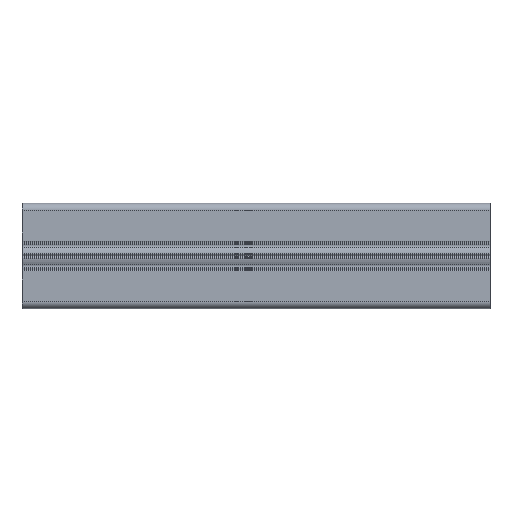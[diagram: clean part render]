
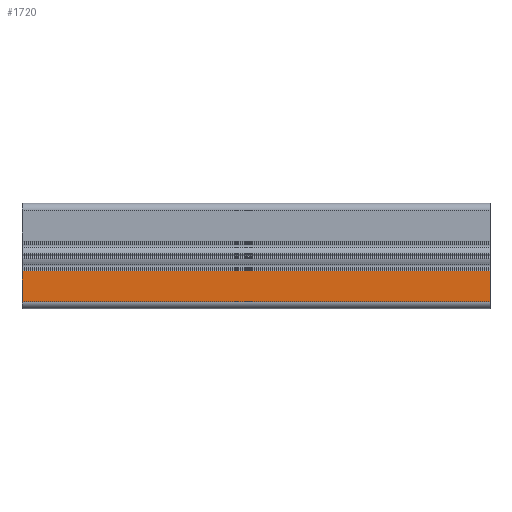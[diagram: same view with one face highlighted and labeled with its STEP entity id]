
A CAD part, left-side view. The second image highlights one B-rep face of the part: STEP entity #1720.
In plain terms, the highlighted planar face has unit normal (-1, 0, 0).
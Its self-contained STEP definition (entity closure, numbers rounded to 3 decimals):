
#318 = ORIENTED_EDGE ( 'NONE', *, *, #7534, .F. ) ;
#870 = ORIENTED_EDGE ( 'NONE', *, *, #8648, .F. ) ;
#1301 = LINE ( 'NONE', #1348, #3130 ) ;
#1319 = VERTEX_POINT ( 'NONE', #2619 ) ;
#1348 = CARTESIAN_POINT ( 'NONE',  ( -22.5, 0., -19.5 ) ) ;
#1576 = ORIENTED_EDGE ( 'NONE', *, *, #4063, .T. ) ;
#1672 = CARTESIAN_POINT ( 'NONE',  ( -22.5, 0., -6.3 ) ) ;
#1701 = CARTESIAN_POINT ( 'NONE',  ( -22.5, 0., -19.5 ) ) ;
#1720 = ADVANCED_FACE ( 'NONE', ( #3637 ), #2183, .T. ) ;
#2180 = EDGE_LOOP ( 'NONE', ( #4797, #1576, #870, #318 ) ) ;
#2183 = PLANE ( 'NONE',  #2675 ) ;
#2393 = VERTEX_POINT ( 'NONE', #3655 ) ;
#2619 = CARTESIAN_POINT ( 'NONE',  ( -22.5, 200., -19.5 ) ) ;
#2675 = AXIS2_PLACEMENT_3D ( 'NONE', #6236, #3426, #8325 ) ;
#2804 = EDGE_CURVE ( 'NONE', #5207, #4572, #1301, .T. ) ;
#3130 = VECTOR ( 'NONE', #6846, 1000. ) ;
#3426 = DIRECTION ( 'NONE',  ( -1., 0., 0. ) ) ;
#3637 = FACE_OUTER_BOUND ( 'NONE', #2180, .T. ) ;
#3655 = CARTESIAN_POINT ( 'NONE',  ( -22.5, 200., -6.3 ) ) ;
#3812 = CARTESIAN_POINT ( 'NONE',  ( -22.5, 200., 0. ) ) ;
#4063 = EDGE_CURVE ( 'NONE', #4572, #2393, #8803, .T. ) ;
#4369 = LINE ( 'NONE', #3812, #6431 ) ;
#4572 = VERTEX_POINT ( 'NONE', #8572 ) ;
#4797 = ORIENTED_EDGE ( 'NONE', *, *, #2804, .T. ) ;
#5207 = VERTEX_POINT ( 'NONE', #8301 ) ;
#5290 = DIRECTION ( 'NONE',  ( 0., 0., 1. ) ) ;
#5313 = DIRECTION ( 'NONE',  ( 0., 1., 0. ) ) ;
#5643 = VECTOR ( 'NONE', #7936, 1000. ) ;
#6236 = CARTESIAN_POINT ( 'NONE',  ( -22.5, 0., -19.5 ) ) ;
#6431 = VECTOR ( 'NONE', #5290, 1000. ) ;
#6846 = DIRECTION ( 'NONE',  ( 0., 0., 1. ) ) ;
#6869 = VECTOR ( 'NONE', #5313, 1000. ) ;
#7534 = EDGE_CURVE ( 'NONE', #5207, #1319, #7758, .T. ) ;
#7758 = LINE ( 'NONE', #1701, #6869 ) ;
#7936 = DIRECTION ( 'NONE',  ( 0., 1., 0. ) ) ;
#8301 = CARTESIAN_POINT ( 'NONE',  ( -22.5, 0., -19.5 ) ) ;
#8325 = DIRECTION ( 'NONE',  ( 0., 0., 1. ) ) ;
#8572 = CARTESIAN_POINT ( 'NONE',  ( -22.5, 0., -6.3 ) ) ;
#8648 = EDGE_CURVE ( 'NONE', #1319, #2393, #4369, .T. ) ;
#8803 = LINE ( 'NONE', #1672, #5643 ) ;
